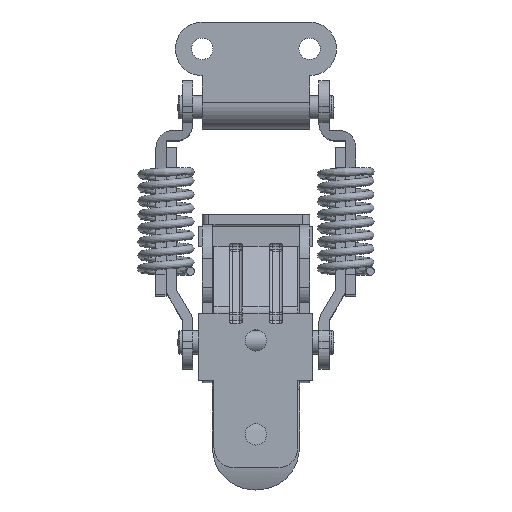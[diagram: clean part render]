
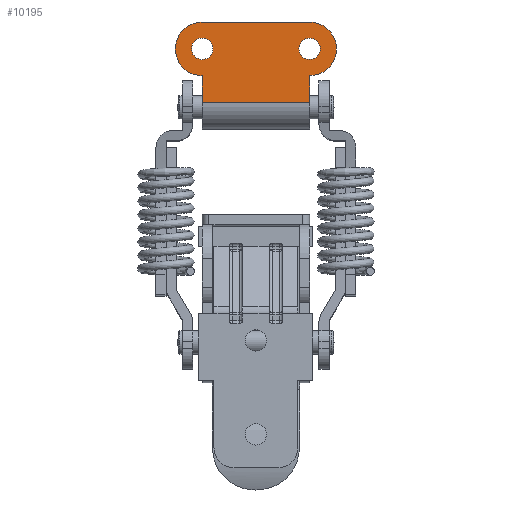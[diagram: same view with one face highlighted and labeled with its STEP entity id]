
A CAD part, front view. The second image highlights one B-rep face of the part: STEP entity #10195.
In plain terms, the highlighted planar face has unit normal (0, -1, 0).
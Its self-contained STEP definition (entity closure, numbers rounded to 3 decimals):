
#444 = FACE_BOUND ( 'NONE', #6960, .T. ) ;
#484 = VERTEX_POINT ( 'NONE', #10429 ) ;
#603 = EDGE_CURVE ( 'NONE', #5862, #12631, #8130, .T. ) ;
#676 = DIRECTION ( 'NONE',  ( 0., 1., 0. ) ) ;
#767 = DIRECTION ( 'NONE',  ( 0., 0., 1. ) ) ;
#860 = DIRECTION ( 'NONE',  ( 0., 0., 1. ) ) ;
#881 = ORIENTED_EDGE ( 'NONE', *, *, #11567, .F. ) ;
#948 = EDGE_CURVE ( 'NONE', #1455, #8307, #12937, .T. ) ;
#1089 = ORIENTED_EDGE ( 'NONE', *, *, #7024, .F. ) ;
#1421 = LINE ( 'NONE', #8422, #12176 ) ;
#1436 = AXIS2_PLACEMENT_3D ( 'NONE', #1831, #8046, #12132 ) ;
#1437 = FACE_BOUND ( 'NONE', #10647, .T. ) ;
#1455 = VERTEX_POINT ( 'NONE', #5443 ) ;
#1457 = CARTESIAN_POINT ( 'NONE',  ( 8., 0., -4. ) ) ;
#1507 = DIRECTION ( 'NONE',  ( 0., 0., 1. ) ) ;
#1586 = EDGE_CURVE ( 'NONE', #484, #8444, #3612, .T. ) ;
#1670 = CARTESIAN_POINT ( 'NONE',  ( 8., 0., 0. ) ) ;
#1831 = CARTESIAN_POINT ( 'NONE',  ( -8., 0., 0. ) ) ;
#1940 = CIRCLE ( 'NONE', #7340, 4. ) ;
#2130 = VERTEX_POINT ( 'NONE', #1457 ) ;
#2227 = VERTEX_POINT ( 'NONE', #6657 ) ;
#2345 = AXIS2_PLACEMENT_3D ( 'NONE', #1670, #2823, #9893 ) ;
#2370 = ORIENTED_EDGE ( 'NONE', *, *, #10150, .F. ) ;
#2500 = DIRECTION ( 'NONE',  ( 0., 1., 0. ) ) ;
#2695 = CARTESIAN_POINT ( 'NONE',  ( 8., 0., 0. ) ) ;
#2823 = DIRECTION ( 'NONE',  ( 0., 1., 0. ) ) ;
#2858 = ORIENTED_EDGE ( 'NONE', *, *, #5575, .T. ) ;
#3145 = EDGE_CURVE ( 'NONE', #1455, #2130, #3744, .T. ) ;
#3228 = CARTESIAN_POINT ( 'NONE',  ( -8., 0., 0. ) ) ;
#3258 = CIRCLE ( 'NONE', #5773, 1.6 ) ;
#3261 = EDGE_CURVE ( 'NONE', #8444, #484, #3258, .T. ) ;
#3378 = CARTESIAN_POINT ( 'NONE',  ( 8., 0., -12. ) ) ;
#3612 = CIRCLE ( 'NONE', #9121, 1.6 ) ;
#3744 = CIRCLE ( 'NONE', #2345, 4. ) ;
#4250 = ORIENTED_EDGE ( 'NONE', *, *, #3145, .F. ) ;
#4339 = ORIENTED_EDGE ( 'NONE', *, *, #12841, .T. ) ;
#4374 = DIRECTION ( 'NONE',  ( -1., 0., 0. ) ) ;
#4449 = LINE ( 'NONE', #3378, #7848 ) ;
#5443 = CARTESIAN_POINT ( 'NONE',  ( 8., 0., 4. ) ) ;
#5449 = CARTESIAN_POINT ( 'NONE',  ( -8., 0., -12. ) ) ;
#5519 = CARTESIAN_POINT ( 'NONE',  ( 12., 0., 4. ) ) ;
#5545 = CIRCLE ( 'NONE', #11858, 1.6 ) ;
#5548 = ORIENTED_EDGE ( 'NONE', *, *, #3261, .T. ) ;
#5564 = PLANE ( 'NONE',  #13041 ) ;
#5575 = EDGE_CURVE ( 'NONE', #6472, #2227, #8999, .T. ) ;
#5773 = AXIS2_PLACEMENT_3D ( 'NONE', #8104, #11101, #860 ) ;
#5862 = VERTEX_POINT ( 'NONE', #10183 ) ;
#6351 = DIRECTION ( 'NONE',  ( 0., 1., 0. ) ) ;
#6472 = VERTEX_POINT ( 'NONE', #11149 ) ;
#6657 = CARTESIAN_POINT ( 'NONE',  ( -8., 0., -1.6 ) ) ;
#6960 = EDGE_LOOP ( 'NONE', ( #2858, #4339 ) ) ;
#6986 = EDGE_LOOP ( 'NONE', ( #1089, #13105, #881, #2370, #4250, #12325 ) ) ;
#7024 = EDGE_CURVE ( 'NONE', #12631, #8307, #1940, .T. ) ;
#7277 = VERTEX_POINT ( 'NONE', #12959 ) ;
#7340 = AXIS2_PLACEMENT_3D ( 'NONE', #11688, #2500, #10689 ) ;
#7848 = VECTOR ( 'NONE', #11575, 1000. ) ;
#7969 = ORIENTED_EDGE ( 'NONE', *, *, #1586, .T. ) ;
#8046 = DIRECTION ( 'NONE',  ( 0., 1., 0. ) ) ;
#8050 = CARTESIAN_POINT ( 'NONE',  ( -8., 0., 4. ) ) ;
#8104 = CARTESIAN_POINT ( 'NONE',  ( 8., 0., 0. ) ) ;
#8130 = LINE ( 'NONE', #5449, #10210 ) ;
#8307 = VERTEX_POINT ( 'NONE', #8050 ) ;
#8422 = CARTESIAN_POINT ( 'NONE',  ( 12., 0., -8. ) ) ;
#8444 = VERTEX_POINT ( 'NONE', #9337 ) ;
#8667 = CARTESIAN_POINT ( 'NONE',  ( -8., 0., -4. ) ) ;
#8999 = CIRCLE ( 'NONE', #1436, 1.6 ) ;
#9121 = AXIS2_PLACEMENT_3D ( 'NONE', #2695, #676, #767 ) ;
#9231 = VECTOR ( 'NONE', #11269, 1000. ) ;
#9337 = CARTESIAN_POINT ( 'NONE',  ( 8., 0., -1.6 ) ) ;
#9893 = DIRECTION ( 'NONE',  ( 0., 0., -1. ) ) ;
#10150 = EDGE_CURVE ( 'NONE', #2130, #7277, #4449, .T. ) ;
#10183 = CARTESIAN_POINT ( 'NONE',  ( -8., 0., -8. ) ) ;
#10195 = ADVANCED_FACE ( 'NONE', ( #1437, #444, #12355 ), #5564, .F. ) ;
#10210 = VECTOR ( 'NONE', #12593, 1000. ) ;
#10289 = CARTESIAN_POINT ( 'NONE',  ( 12., 0., 4. ) ) ;
#10429 = CARTESIAN_POINT ( 'NONE',  ( 8., 0., 1.6 ) ) ;
#10647 = EDGE_LOOP ( 'NONE', ( #7969, #5548 ) ) ;
#10689 = DIRECTION ( 'NONE',  ( 0., 0., 1. ) ) ;
#11101 = DIRECTION ( 'NONE',  ( 0., 1., 0. ) ) ;
#11149 = CARTESIAN_POINT ( 'NONE',  ( -8., 0., 1.6 ) ) ;
#11269 = DIRECTION ( 'NONE',  ( -1., 0., 0. ) ) ;
#11431 = DIRECTION ( 'NONE',  ( 0., 0., 1. ) ) ;
#11567 = EDGE_CURVE ( 'NONE', #7277, #5862, #1421, .T. ) ;
#11575 = DIRECTION ( 'NONE',  ( 0., 0., -1. ) ) ;
#11688 = CARTESIAN_POINT ( 'NONE',  ( -8., 0., 0. ) ) ;
#11751 = DIRECTION ( 'NONE',  ( 0., 1., 0. ) ) ;
#11858 = AXIS2_PLACEMENT_3D ( 'NONE', #3228, #6351, #11431 ) ;
#12132 = DIRECTION ( 'NONE',  ( 0., 0., 1. ) ) ;
#12176 = VECTOR ( 'NONE', #4374, 1000. ) ;
#12325 = ORIENTED_EDGE ( 'NONE', *, *, #948, .T. ) ;
#12355 = FACE_OUTER_BOUND ( 'NONE', #6986, .T. ) ;
#12593 = DIRECTION ( 'NONE',  ( 0., 0., 1. ) ) ;
#12631 = VERTEX_POINT ( 'NONE', #8667 ) ;
#12841 = EDGE_CURVE ( 'NONE', #2227, #6472, #5545, .T. ) ;
#12937 = LINE ( 'NONE', #10289, #9231 ) ;
#12959 = CARTESIAN_POINT ( 'NONE',  ( 8., 0., -8. ) ) ;
#13041 = AXIS2_PLACEMENT_3D ( 'NONE', #5519, #11751, #1507 ) ;
#13105 = ORIENTED_EDGE ( 'NONE', *, *, #603, .F. ) ;
